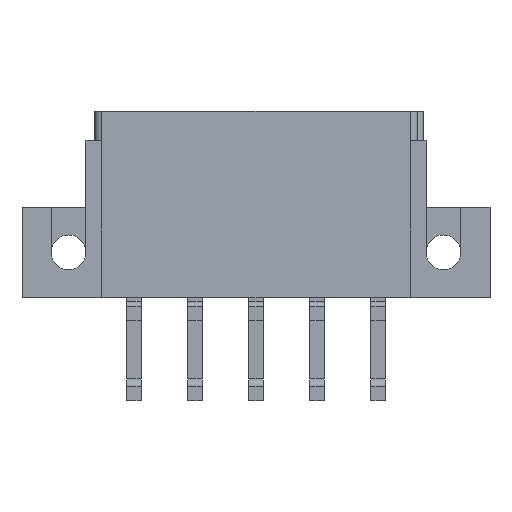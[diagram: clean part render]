
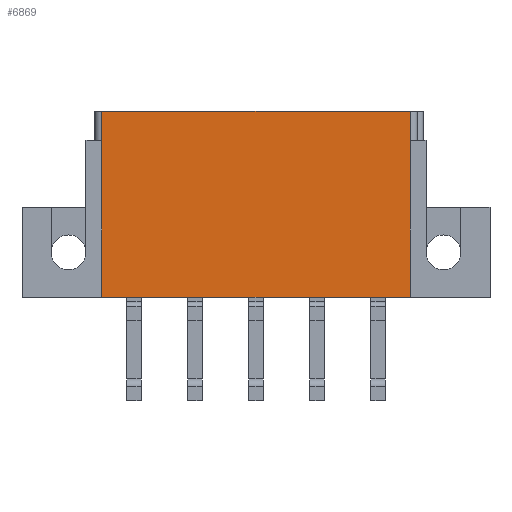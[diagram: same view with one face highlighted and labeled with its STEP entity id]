
A CAD part, front view. The second image highlights one B-rep face of the part: STEP entity #6869.
In plain terms, the highlighted planar face has unit normal (0, -1, 0).
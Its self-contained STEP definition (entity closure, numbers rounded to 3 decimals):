
#201=DIRECTION('',(-1.,0.,0.));
#202=VECTOR('',#201,21.2);
#203=CARTESIAN_POINT('',(10.6,0.4,0.));
#204=LINE('',#203,#202);
#572=DIRECTION('',(-1.,0.,0.));
#573=VECTOR('',#572,21.2);
#574=CARTESIAN_POINT('',(10.6,0.4,-12.8));
#575=LINE('',#574,#573);
#2208=DIRECTION('',(0.,0.,1.));
#2209=VECTOR('',#2208,2.);
#2210=CARTESIAN_POINT('',(10.6,0.4,-2.));
#2211=LINE('',#2210,#2209);
#2230=DIRECTION('',(0.,0.,1.));
#2231=VECTOR('',#2230,10.8);
#2232=CARTESIAN_POINT('',(10.6,0.4,-12.8));
#2233=LINE('',#2232,#2231);
#2578=DIRECTION('',(0.,0.,1.));
#2579=VECTOR('',#2578,2.);
#2580=CARTESIAN_POINT('',(-10.6,0.4,-2.));
#2581=LINE('',#2580,#2579);
#2639=DIRECTION('',(0.,0.,-1.));
#2640=VECTOR('',#2639,10.8);
#2641=CARTESIAN_POINT('',(-10.6,0.4,-2.));
#2642=LINE('',#2641,#2640);
#2687=CARTESIAN_POINT('',(10.6,0.4,-12.8));
#2688=CARTESIAN_POINT('',(-10.6,0.4,-12.8));
#2689=VERTEX_POINT('',#2687);
#2690=VERTEX_POINT('',#2688);
#2935=CARTESIAN_POINT('',(10.6,0.4,-2.));
#2936=CARTESIAN_POINT('',(10.6,0.4,0.));
#2937=VERTEX_POINT('',#2935);
#2938=VERTEX_POINT('',#2936);
#2979=CARTESIAN_POINT('',(-10.6,0.4,0.));
#2980=VERTEX_POINT('',#2979);
#2981=CARTESIAN_POINT('',(-10.6,0.4,-2.));
#2982=VERTEX_POINT('',#2981);
#6853=CARTESIAN_POINT('',(11.1,0.4,0.));
#6854=DIRECTION('',(0.,-1.,0.));
#6855=DIRECTION('',(-1.,0.,0.));
#6856=AXIS2_PLACEMENT_3D('',#6853,#6854,#6855);
#6857=PLANE('',#6856);
#6858=ORIENTED_EDGE('',*,*,#6844,.F.);
#6860=ORIENTED_EDGE('',*,*,#6859,.F.);
#6861=ORIENTED_EDGE('',*,*,#3927,.T.);
#6863=ORIENTED_EDGE('',*,*,#6862,.F.);
#6865=ORIENTED_EDGE('',*,*,#6864,.T.);
#6866=ORIENTED_EDGE('',*,*,#3534,.F.);
#6867=EDGE_LOOP('',(#6858,#6860,#6861,#6863,#6865,#6866));
#6868=FACE_OUTER_BOUND('',#6867,.F.);
#6869=ADVANCED_FACE('',(#6868),#6857,.T.);
#3534=EDGE_CURVE('',#2938,#2980,#204,.T.);
#3927=EDGE_CURVE('',#2689,#2690,#575,.T.);
#6844=EDGE_CURVE('',#2937,#2938,#2211,.T.);
#6859=EDGE_CURVE('',#2689,#2937,#2233,.T.);
#6862=EDGE_CURVE('',#2982,#2690,#2642,.T.);
#6864=EDGE_CURVE('',#2982,#2980,#2581,.T.);
